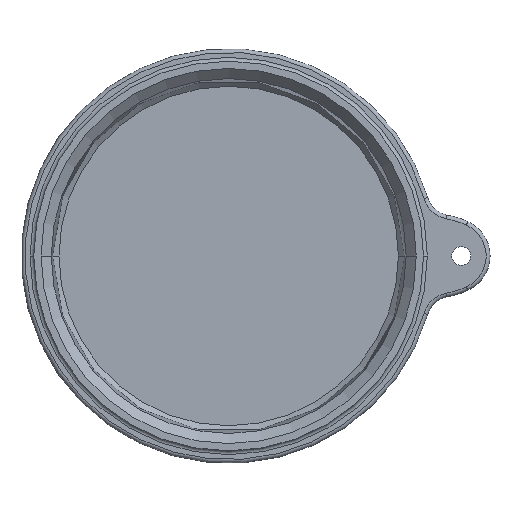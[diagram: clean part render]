
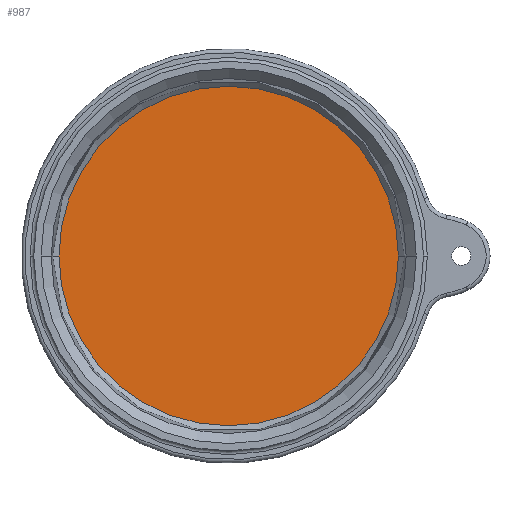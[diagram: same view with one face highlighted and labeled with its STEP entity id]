
A CAD part, front view. The second image highlights one B-rep face of the part: STEP entity #987.
In plain terms, the highlighted planar face has unit normal (0, -1, 0).
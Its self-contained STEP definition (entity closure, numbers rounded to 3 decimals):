
#398=CARTESIAN_POINT('',(0.,14.,0.));
#399=DIRECTION('',(0.,-1.,0.));
#400=DIRECTION('',(-1.,0.,0.));
#401=AXIS2_PLACEMENT_3D('',#398,#399,#400);
#403=CARTESIAN_POINT('',(0.,14.,0.));
#404=DIRECTION('',(0.,-1.,0.));
#405=DIRECTION('',(1.,0.,0.));
#406=AXIS2_PLACEMENT_3D('',#403,#404,#405);
#488=CARTESIAN_POINT('',(-13.5,14.,0.));
#489=CARTESIAN_POINT('',(13.5,14.,0.));
#490=VERTEX_POINT('',#488);
#491=VERTEX_POINT('',#489);
#978=CARTESIAN_POINT('',(0.,14.,0.));
#979=DIRECTION('',(0.,-1.,0.));
#980=DIRECTION('',(-1.,0.,0.));
#981=AXIS2_PLACEMENT_3D('',#978,#979,#980);
#982=PLANE('',#981);
#983=ORIENTED_EDGE('',*,*,#945,.F.);
#984=ORIENTED_EDGE('',*,*,#960,.F.);
#985=EDGE_LOOP('',(#983,#984));
#986=FACE_OUTER_BOUND('',#985,.F.);
#402=CIRCLE('',#401,13.5);
#407=CIRCLE('',#406,13.5);
#945=EDGE_CURVE('',#490,#491,#402,.T.);
#960=EDGE_CURVE('',#491,#490,#407,.T.);
#987=ADVANCED_FACE('',(#986),#982,.T.);
